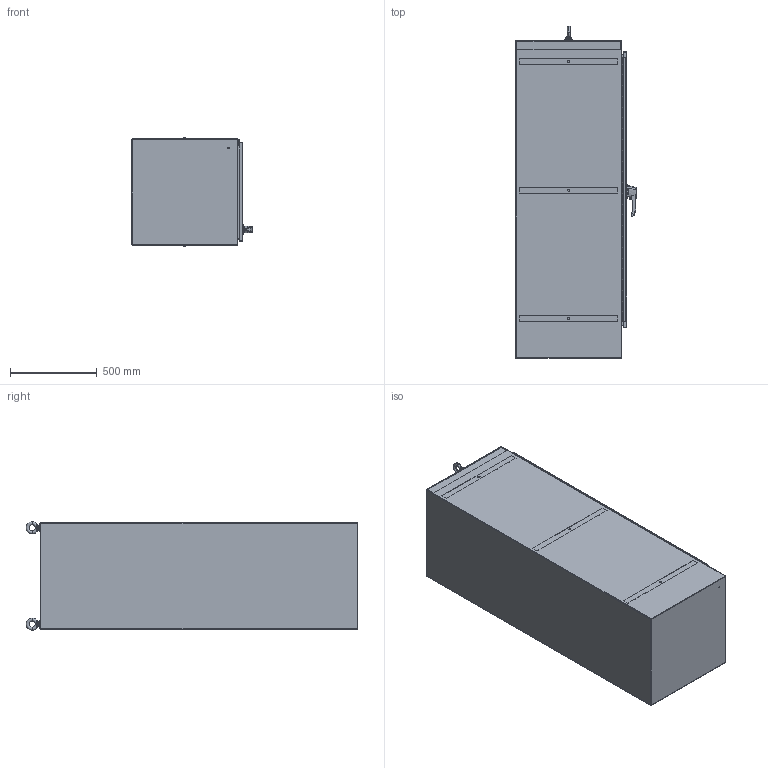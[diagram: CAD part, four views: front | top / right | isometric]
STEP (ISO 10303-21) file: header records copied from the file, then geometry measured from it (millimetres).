
FILE_DESCRIPTION (( 'STEP AP214' ), '1' );
FILE_NAME ('HN4FS722424SS.STEP', '2019-09-04T11:53:45', ( '' ), ( '' ), 'SwSTEP 2.0', 'SolidWorks 2018', '' );
FILE_SCHEMA (( 'AUTOMOTIVE_DESIGN' ));
Length unit declared in the file: inch
Products named in the file (1): HN4FS722424SS
Bounding box: 694.99 x 1911.5 x 624.94 mm (x, y, z)
Volume: 15619653.1 mm3; surface area: 12884595.6 mm2
Topology: 52 solids, 53 shells, 1857 faces, 4960 edges, 3214 vertices
Faces by surface type: plane 854, cylinder 838, cone 78, bspline 71, torus 16
Entity records: 94464 total; most frequent: CARTESIAN_POINT 23691, ORIENTED_EDGE 9888, DIRECTION 9789, EDGE_CURVE 4944, AXIS2_PLACEMENT_3D 3503, VERTEX_POINT 3214, LINE 2783, VECTOR 2783
